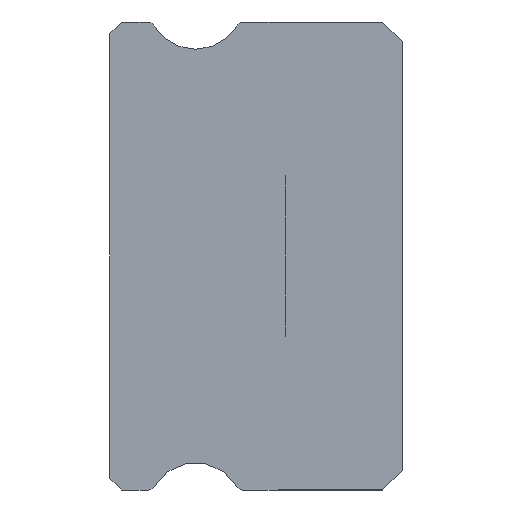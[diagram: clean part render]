
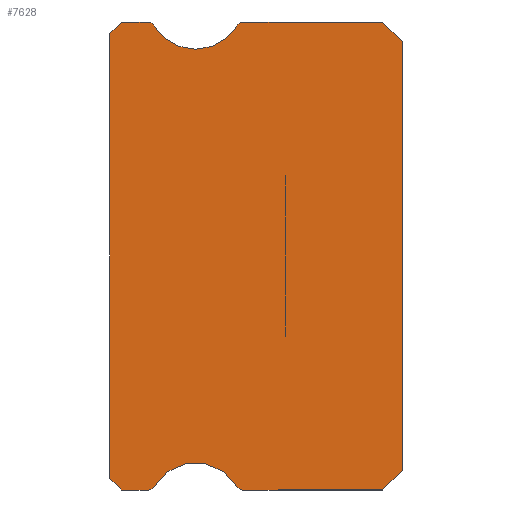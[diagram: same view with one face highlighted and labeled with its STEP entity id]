
A CAD part, left-side view. The second image highlights one B-rep face of the part: STEP entity #7628.
In plain terms, the highlighted planar face has unit normal (-1, 0, 0).
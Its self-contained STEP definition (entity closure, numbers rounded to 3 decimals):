
#124 = DIRECTION ( 'NONE',  ( 0., -1., 0. ) ) ;
#139 = CARTESIAN_POINT ( 'NONE',  ( -7.5, 0., -5.5 ) ) ;
#194 = CARTESIAN_POINT ( 'NONE',  ( -7.5, 4.217, -5.925 ) ) ;
#320 = ORIENTED_EDGE ( 'NONE', *, *, #5507, .T. ) ;
#334 = EDGE_CURVE ( 'NONE', #2075, #5941, #6543, .T. ) ;
#419 = CIRCLE ( 'NONE', #6953, 0.15 ) ;
#442 = VERTEX_POINT ( 'NONE', #2636 ) ;
#458 = DIRECTION ( 'NONE',  ( 1., 0., 0. ) ) ;
#482 = ORIENTED_EDGE ( 'NONE', *, *, #828, .F. ) ;
#634 = CIRCLE ( 'NONE', #1347, 0.15 ) ;
#740 = DIRECTION ( 'NONE',  ( 0., 0.707, -0.707 ) ) ;
#776 = LINE ( 'NONE', #2704, #2126 ) ;
#828 = EDGE_CURVE ( 'NONE', #5941, #5117, #6748, .T. ) ;
#883 = CARTESIAN_POINT ( 'NONE',  ( -7.5, 7.2, 6. ) ) ;
#979 = LINE ( 'NONE', #883, #7862 ) ;
#1004 = ORIENTED_EDGE ( 'NONE', *, *, #3072, .T. ) ;
#1061 = LINE ( 'NONE', #6661, #1483 ) ;
#1118 = DIRECTION ( 'NONE',  ( -1., 0., 0. ) ) ;
#1135 = VERTEX_POINT ( 'NONE', #8285 ) ;
#1236 = DIRECTION ( 'NONE',  ( 0., 0., -1. ) ) ;
#1309 = EDGE_CURVE ( 'NONE', #3153, #3899, #634, .T. ) ;
#1347 = AXIS2_PLACEMENT_3D ( 'NONE', #4668, #7423, #5466 ) ;
#1458 = EDGE_CURVE ( 'NONE', #3012, #2631, #1545, .T. ) ;
#1483 = VECTOR ( 'NONE', #3159, 1000. ) ;
#1507 = VERTEX_POINT ( 'NONE', #1781 ) ;
#1545 = LINE ( 'NONE', #139, #7602 ) ;
#1706 = AXIS2_PLACEMENT_3D ( 'NONE', #5070, #7059, #3619 ) ;
#1713 = VECTOR ( 'NONE', #124, 1000. ) ;
#1760 = EDGE_LOOP ( 'NONE', ( #8401, #6083, #3898, #320, #7637, #482, #5673, #3126, #3794, #1004, #7194, #7595, #2189, #3934, #6413, #2878, #2475 ) ) ;
#1781 = CARTESIAN_POINT ( 'NONE',  ( -7.5, 7.2, 6. ) ) ;
#1918 = VERTEX_POINT ( 'NONE', #7259 ) ;
#2075 = VERTEX_POINT ( 'NONE', #3402 ) ;
#2076 = VERTEX_POINT ( 'NONE', #6176 ) ;
#2094 = FACE_OUTER_BOUND ( 'NONE', #1760, .T. ) ;
#2125 = DIRECTION ( 'NONE',  ( -1., 0., 0. ) ) ;
#2126 = VECTOR ( 'NONE', #5508, 1000. ) ;
#2174 = CARTESIAN_POINT ( 'NONE',  ( -7.5, 5.3, 6.55 ) ) ;
#2189 = ORIENTED_EDGE ( 'NONE', *, *, #1309, .F. ) ;
#2192 = AXIS2_PLACEMENT_3D ( 'NONE', #3773, #2355, #5858 ) ;
#2204 = EDGE_CURVE ( 'NONE', #2631, #2075, #3656, .T. ) ;
#2355 = DIRECTION ( 'NONE',  ( 1., 0., 0. ) ) ;
#2438 = CARTESIAN_POINT ( 'NONE',  ( -7.5, 5.3, -6.55 ) ) ;
#2475 = ORIENTED_EDGE ( 'NONE', *, *, #3020, .T. ) ;
#2515 = VERTEX_POINT ( 'NONE', #7518 ) ;
#2540 = VECTOR ( 'NONE', #4012, 1000. ) ;
#2631 = VERTEX_POINT ( 'NONE', #8333 ) ;
#2636 = CARTESIAN_POINT ( 'NONE',  ( -7.5, 6.512, -6. ) ) ;
#2704 = CARTESIAN_POINT ( 'NONE',  ( -7.5, 7.2, -6. ) ) ;
#2878 = ORIENTED_EDGE ( 'NONE', *, *, #6594, .F. ) ;
#2899 = DIRECTION ( 'NONE',  ( 0., -0.707, -0.707 ) ) ;
#2936 = CARTESIAN_POINT ( 'NONE',  ( -7.5, 6.512, -6. ) ) ;
#3002 = EDGE_CURVE ( 'NONE', #5621, #1135, #5662, .T. ) ;
#3012 = VERTEX_POINT ( 'NONE', #8425 ) ;
#3020 = EDGE_CURVE ( 'NONE', #2076, #1507, #979, .T. ) ;
#3024 = VERTEX_POINT ( 'NONE', #4396 ) ;
#3072 = EDGE_CURVE ( 'NONE', #3012, #1135, #1061, .T. ) ;
#3126 = ORIENTED_EDGE ( 'NONE', *, *, #2204, .F. ) ;
#3153 = VERTEX_POINT ( 'NONE', #8117 ) ;
#3159 = DIRECTION ( 'NONE',  ( 0., 0., 1. ) ) ;
#3183 = CARTESIAN_POINT ( 'NONE',  ( -7.5, 6.512, 5.85 ) ) ;
#3402 = CARTESIAN_POINT ( 'NONE',  ( -7.5, 4.088, -6. ) ) ;
#3414 = DIRECTION ( 'NONE',  ( 1., 0., 0. ) ) ;
#3417 = AXIS2_PLACEMENT_3D ( 'NONE', #6825, #458, #8674 ) ;
#3496 = DIRECTION ( 'NONE',  ( 0., 0., -1. ) ) ;
#3619 = DIRECTION ( 'NONE',  ( 0., 0., -1. ) ) ;
#3656 = LINE ( 'NONE', #2936, #6009 ) ;
#3696 = LINE ( 'NONE', #7135, #7788 ) ;
#3755 = DIRECTION ( 'NONE',  ( 0., 1., 0. ) ) ;
#3773 = CARTESIAN_POINT ( 'NONE',  ( -7.5, 4.088, -5.85 ) ) ;
#3794 = ORIENTED_EDGE ( 'NONE', *, *, #1458, .F. ) ;
#3810 = LINE ( 'NONE', #7298, #8225 ) ;
#3898 = ORIENTED_EDGE ( 'NONE', *, *, #6204, .T. ) ;
#3899 = VERTEX_POINT ( 'NONE', #5816 ) ;
#3934 = ORIENTED_EDGE ( 'NONE', *, *, #5190, .F. ) ;
#3939 = EDGE_CURVE ( 'NONE', #1507, #1918, #6049, .T. ) ;
#4012 = DIRECTION ( 'NONE',  ( 0., 0.707, -0.707 ) ) ;
#4036 = EDGE_CURVE ( 'NONE', #5117, #442, #7324, .T. ) ;
#4102 = CARTESIAN_POINT ( 'NONE',  ( -7.5, 5.3, 5.3 ) ) ;
#4128 = VERTEX_POINT ( 'NONE', #4102 ) ;
#4396 = CARTESIAN_POINT ( 'NONE',  ( -7.5, 6.383, 5.925 ) ) ;
#4636 = AXIS2_PLACEMENT_3D ( 'NONE', #2174, #2125, #3496 ) ;
#4668 = CARTESIAN_POINT ( 'NONE',  ( -7.5, 4.088, 5.85 ) ) ;
#4707 = VECTOR ( 'NONE', #2899, 1000. ) ;
#4964 = DIRECTION ( 'NONE',  ( 0., -1., 0. ) ) ;
#4982 = CARTESIAN_POINT ( 'NONE',  ( -7.5, 7.5, -5.7 ) ) ;
#5026 = CARTESIAN_POINT ( 'NONE',  ( -7.5, 0.5, 6. ) ) ;
#5070 = CARTESIAN_POINT ( 'NONE',  ( -7.5, 5.3, 6.55 ) ) ;
#5117 = VERTEX_POINT ( 'NONE', #8344 ) ;
#5190 = EDGE_CURVE ( 'NONE', #4128, #3153, #5786, .T. ) ;
#5194 = CIRCLE ( 'NONE', #4636, 1.25 ) ;
#5202 = DIRECTION ( 'NONE',  ( 0., 0., -1. ) ) ;
#5403 = CARTESIAN_POINT ( 'NONE',  ( -7.5, 7.5, 5.7 ) ) ;
#5466 = DIRECTION ( 'NONE',  ( 0., 0., -1. ) ) ;
#5507 = EDGE_CURVE ( 'NONE', #2515, #442, #6484, .T. ) ;
#5508 = DIRECTION ( 'NONE',  ( 0., -0.707, -0.707 ) ) ;
#5621 = VERTEX_POINT ( 'NONE', #8576 ) ;
#5662 = LINE ( 'NONE', #5026, #4707 ) ;
#5673 = ORIENTED_EDGE ( 'NONE', *, *, #334, .F. ) ;
#5786 = CIRCLE ( 'NONE', #1706, 1.25 ) ;
#5816 = CARTESIAN_POINT ( 'NONE',  ( -7.5, 4.088, 6. ) ) ;
#5858 = DIRECTION ( 'NONE',  ( 0., 0., -1. ) ) ;
#5941 = VERTEX_POINT ( 'NONE', #194 ) ;
#6009 = VECTOR ( 'NONE', #7735, 1000. ) ;
#6049 = LINE ( 'NONE', #5403, #2540 ) ;
#6083 = ORIENTED_EDGE ( 'NONE', *, *, #8455, .F. ) ;
#6176 = CARTESIAN_POINT ( 'NONE',  ( -7.5, 6.512, 6. ) ) ;
#6204 = EDGE_CURVE ( 'NONE', #8975, #2515, #776, .T. ) ;
#6231 = CARTESIAN_POINT ( 'NONE',  ( -7.5, 6.512, 5.85 ) ) ;
#6305 = CARTESIAN_POINT ( 'NONE',  ( -7.5, 6.512, -6. ) ) ;
#6348 = AXIS2_PLACEMENT_3D ( 'NONE', #6231, #3414, #1236 ) ;
#6413 = ORIENTED_EDGE ( 'NONE', *, *, #7925, .F. ) ;
#6484 = LINE ( 'NONE', #6305, #1713 ) ;
#6543 = CIRCLE ( 'NONE', #2192, 0.15 ) ;
#6585 = DIRECTION ( 'NONE',  ( 1., 0., 0. ) ) ;
#6594 = EDGE_CURVE ( 'NONE', #2076, #3024, #419, .T. ) ;
#6661 = CARTESIAN_POINT ( 'NONE',  ( -7.5, 0., 5.5 ) ) ;
#6748 = CIRCLE ( 'NONE', #7019, 1.25 ) ;
#6825 = CARTESIAN_POINT ( 'NONE',  ( -7.5, 6.512, -5.85 ) ) ;
#6864 = PLANE ( 'NONE',  #6348 ) ;
#6953 = AXIS2_PLACEMENT_3D ( 'NONE', #3183, #6585, #8720 ) ;
#7019 = AXIS2_PLACEMENT_3D ( 'NONE', #2438, #1118, #5202 ) ;
#7059 = DIRECTION ( 'NONE',  ( -1., 0., 0. ) ) ;
#7135 = CARTESIAN_POINT ( 'NONE',  ( -7.5, 6.512, 6. ) ) ;
#7194 = ORIENTED_EDGE ( 'NONE', *, *, #3002, .F. ) ;
#7259 = CARTESIAN_POINT ( 'NONE',  ( -7.5, 7.5, 5.7 ) ) ;
#7298 = CARTESIAN_POINT ( 'NONE',  ( -7.5, 7.5, 5.85 ) ) ;
#7324 = CIRCLE ( 'NONE', #3417, 0.15 ) ;
#7328 = EDGE_CURVE ( 'NONE', #3899, #5621, #3696, .T. ) ;
#7423 = DIRECTION ( 'NONE',  ( 1., 0., 0. ) ) ;
#7518 = CARTESIAN_POINT ( 'NONE',  ( -7.5, 7.2, -6. ) ) ;
#7595 = ORIENTED_EDGE ( 'NONE', *, *, #7328, .F. ) ;
#7602 = VECTOR ( 'NONE', #740, 1000. ) ;
#7628 = ADVANCED_FACE ( 'NONE', ( #2094 ), #6864, .F. ) ;
#7637 = ORIENTED_EDGE ( 'NONE', *, *, #4036, .F. ) ;
#7735 = DIRECTION ( 'NONE',  ( 0., 1., 0. ) ) ;
#7788 = VECTOR ( 'NONE', #4964, 1000. ) ;
#7862 = VECTOR ( 'NONE', #3755, 1000. ) ;
#7882 = DIRECTION ( 'NONE',  ( 0., 0., 1. ) ) ;
#7925 = EDGE_CURVE ( 'NONE', #3024, #4128, #5194, .T. ) ;
#8117 = CARTESIAN_POINT ( 'NONE',  ( -7.5, 4.217, 5.925 ) ) ;
#8225 = VECTOR ( 'NONE', #7882, 1000. ) ;
#8285 = CARTESIAN_POINT ( 'NONE',  ( -7.5, 0., 5.5 ) ) ;
#8333 = CARTESIAN_POINT ( 'NONE',  ( -7.5, 0.5, -6. ) ) ;
#8344 = CARTESIAN_POINT ( 'NONE',  ( -7.5, 6.383, -5.925 ) ) ;
#8401 = ORIENTED_EDGE ( 'NONE', *, *, #3939, .T. ) ;
#8425 = CARTESIAN_POINT ( 'NONE',  ( -7.5, 0., -5.5 ) ) ;
#8455 = EDGE_CURVE ( 'NONE', #8975, #1918, #3810, .T. ) ;
#8576 = CARTESIAN_POINT ( 'NONE',  ( -7.5, 0.5, 6. ) ) ;
#8674 = DIRECTION ( 'NONE',  ( 0., 0., -1. ) ) ;
#8720 = DIRECTION ( 'NONE',  ( 0., 0., -1. ) ) ;
#8975 = VERTEX_POINT ( 'NONE', #4982 ) ;
